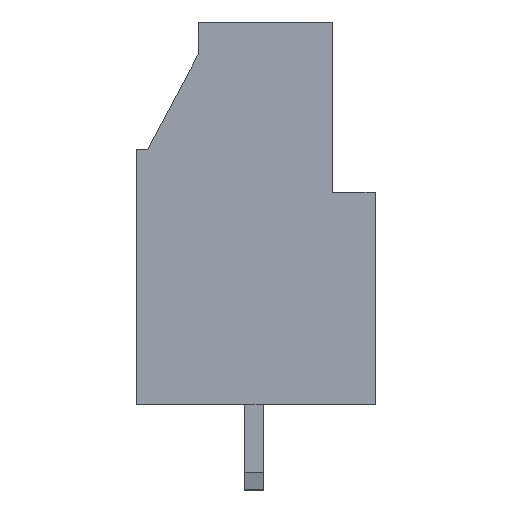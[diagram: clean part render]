
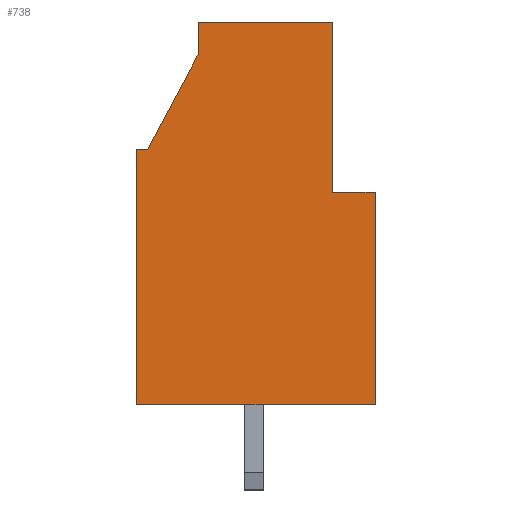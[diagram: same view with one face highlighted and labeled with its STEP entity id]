
A CAD part, front view. The second image highlights one B-rep face of the part: STEP entity #738.
In plain terms, the highlighted planar face has unit normal (0, -1, 0).
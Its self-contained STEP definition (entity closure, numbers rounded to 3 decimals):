
#738 = ADVANCED_FACE( '', ( #1607 ), #1608, .F. );
#1607 = FACE_OUTER_BOUND( '', #2632, .T. );
#1608 = PLANE( '', #2633 );
#2632 = EDGE_LOOP( '', ( #4609, #4610, #4611, #4612, #4613, #4614, #4615, #4616, #4617 ) );
#2633 = AXIS2_PLACEMENT_3D( '', #4618, #4619, #4620 );
#4609 = ORIENTED_EDGE( '', *, *, #6626, .F. );
#4610 = ORIENTED_EDGE( '', *, *, #6898, .F. );
#4611 = ORIENTED_EDGE( '', *, *, #6899, .F. );
#4612 = ORIENTED_EDGE( '', *, *, #6639, .F. );
#4613 = ORIENTED_EDGE( '', *, *, #6242, .F. );
#4614 = ORIENTED_EDGE( '', *, *, #6900, .T. );
#4615 = ORIENTED_EDGE( '', *, *, #6256, .F. );
#4616 = ORIENTED_EDGE( '', *, *, #6362, .T. );
#4617 = ORIENTED_EDGE( '', *, *, #6901, .F. );
#4618 = CARTESIAN_POINT( '', ( 12.134, -2.5, 19.8 ) );
#4619 = DIRECTION( '', ( 0., 1., 0. ) );
#4620 = DIRECTION( '', ( 1., 0., 0. ) );
#6242 = EDGE_CURVE( '', #7501, #7503, #7504, .T. );
#6256 = EDGE_CURVE( '', #7527, #7528, #7529, .T. );
#6362 = EDGE_CURVE( '', #7527, #7700, #7702, .T. );
#6626 = EDGE_CURVE( '', #8134, #8130, #8136, .T. );
#6639 = EDGE_CURVE( '', #7503, #8154, #8155, .T. );
#6898 = EDGE_CURVE( '', #8535, #8134, #8536, .T. );
#6899 = EDGE_CURVE( '', #8154, #8535, #8537, .T. );
#6900 = EDGE_CURVE( '', #7501, #7528, #8538, .T. );
#6901 = EDGE_CURVE( '', #8130, #7700, #8539, .T. );
#7501 = VERTEX_POINT( '', #9291 );
#7503 = VERTEX_POINT( '', #9294 );
#7504 = LINE( '', #9295, #9296 );
#7527 = VERTEX_POINT( '', #9329 );
#7528 = VERTEX_POINT( '', #9330 );
#7529 = LINE( '', #9331, #9332 );
#7700 = VERTEX_POINT( '', #9584 );
#7702 = LINE( '', #9587, #9588 );
#8130 = VERTEX_POINT( '', #10208 );
#8134 = VERTEX_POINT( '', #10214 );
#8136 = LINE( '', #10217, #10218 );
#8154 = VERTEX_POINT( '', #10245 );
#8155 = LINE( '', #10246, #10247 );
#8535 = VERTEX_POINT( '', #10821 );
#8536 = LINE( '', #10822, #10823 );
#8537 = LINE( '', #10824, #10825 );
#8538 = LINE( '', #10826, #10827 );
#8539 = LINE( '', #10828, #10829 );
#9291 = CARTESIAN_POINT( '', ( 0., -2.5, 12. ) );
#9294 = CARTESIAN_POINT( '', ( 0.5, -2.5, 12. ) );
#9295 = CARTESIAN_POINT( '', ( 5.35, -2.5, 12. ) );
#9296 = VECTOR( '', #11586, 1000. );
#9329 = CARTESIAN_POINT( '', ( 11.2, -2.5, 0. ) );
#9330 = CARTESIAN_POINT( '', ( 0., -2.5, 0. ) );
#9331 = CARTESIAN_POINT( '', ( 5.35, -2.5, 0. ) );
#9332 = VECTOR( '', #11597, 1000. );
#9584 = CARTESIAN_POINT( '', ( 11.2, -2.5, 10. ) );
#9587 = CARTESIAN_POINT( '', ( 11.2, -2.5, -1. ) );
#9588 = VECTOR( '', #11683, 1000. );
#10208 = CARTESIAN_POINT( '', ( 9.2, -2.5, 10. ) );
#10214 = CARTESIAN_POINT( '', ( 9.2, -2.5, 18. ) );
#10217 = CARTESIAN_POINT( '', ( 9.2, -2.5, 18. ) );
#10218 = VECTOR( '', #11909, 1000. );
#10245 = CARTESIAN_POINT( '', ( 2.9, -2.5, 16.5 ) );
#10246 = CARTESIAN_POINT( '', ( -6.433, -2.5, -1. ) );
#10247 = VECTOR( '', #11919, 1000. );
#10821 = CARTESIAN_POINT( '', ( 2.9, -2.5, 18. ) );
#10822 = CARTESIAN_POINT( '', ( 5.35, -2.5, 18. ) );
#10823 = VECTOR( '', #12135, 1000. );
#10824 = CARTESIAN_POINT( '', ( 2.9, -2.5, -1. ) );
#10825 = VECTOR( '', #12136, 1000. );
#10826 = CARTESIAN_POINT( '', ( 0., -2.5, -1. ) );
#10827 = VECTOR( '', #12137, 1000. );
#10828 = CARTESIAN_POINT( '', ( 9.038, -2.5, 10. ) );
#10829 = VECTOR( '', #12138, 1000. );
#11586 = DIRECTION( '', ( 1., 0., 0. ) );
#11597 = DIRECTION( '', ( -1., 0., 0. ) );
#11683 = DIRECTION( '', ( 0., 0., 1. ) );
#11909 = DIRECTION( '', ( 0., 0., -1. ) );
#11919 = DIRECTION( '', ( 0.471, 0., 0.882 ) );
#12135 = DIRECTION( '', ( 1., 0., 0. ) );
#12136 = DIRECTION( '', ( 0., 0., 1. ) );
#12137 = DIRECTION( '', ( 0., 0., -1. ) );
#12138 = DIRECTION( '', ( 1., 0., 0. ) );
